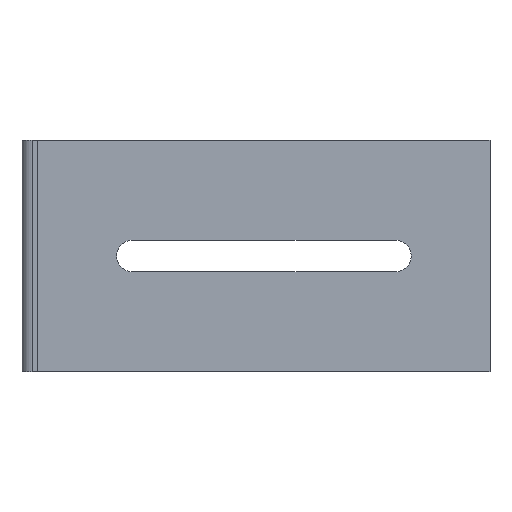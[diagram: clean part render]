
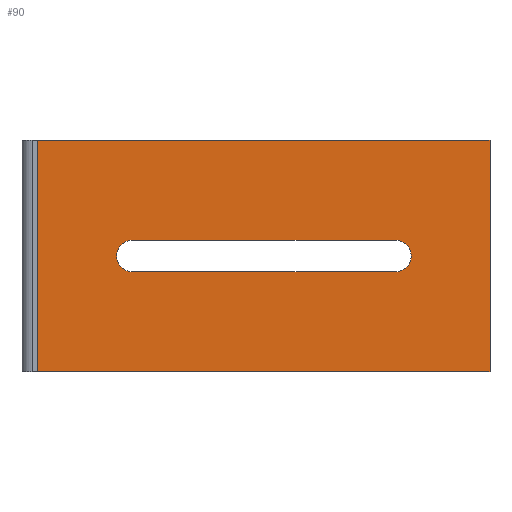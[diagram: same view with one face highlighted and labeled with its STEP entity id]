
A CAD part, front view. The second image highlights one B-rep face of the part: STEP entity #90.
In plain terms, the highlighted planar face has unit normal (0, -1, 0).
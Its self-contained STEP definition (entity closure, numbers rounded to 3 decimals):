
#22 = VERTEX_POINT('',#23);
#23 = CARTESIAN_POINT('',(0.,0.,-22.));
#40 = VERTEX_POINT('',#41);
#41 = CARTESIAN_POINT('',(0.,0.,22.));
#47 = EDGE_CURVE('',#22,#40,#48,.T.);
#48 = LINE('',#49,#50);
#49 = CARTESIAN_POINT('',(0.,0.,-22.));
#50 = VECTOR('',#51,1.);
#51 = DIRECTION('',(0.,0.,1.));
#90 = ADVANCED_FACE('',(#91,#116),#152,.F.);
#91 = FACE_BOUND('',#92,.F.);
#92 = EDGE_LOOP('',(#93,#101,#109,#115));
#93 = ORIENTED_EDGE('',*,*,#94,.T.);
#94 = EDGE_CURVE('',#40,#95,#97,.T.);
#95 = VERTEX_POINT('',#96);
#96 = CARTESIAN_POINT('',(86.,0.,22.));
#97 = LINE('',#98,#99);
#98 = CARTESIAN_POINT('',(0.,0.,22.));
#99 = VECTOR('',#100,1.);
#100 = DIRECTION('',(1.,0.,0.));
#101 = ORIENTED_EDGE('',*,*,#102,.T.);
#102 = EDGE_CURVE('',#95,#103,#105,.T.);
#103 = VERTEX_POINT('',#104);
#104 = CARTESIAN_POINT('',(86.,0.,-22.));
#105 = LINE('',#106,#107);
#106 = CARTESIAN_POINT('',(86.,0.,22.));
#107 = VECTOR('',#108,1.);
#108 = DIRECTION('',(0.,0.,-1.));
#109 = ORIENTED_EDGE('',*,*,#110,.T.);
#110 = EDGE_CURVE('',#103,#22,#111,.T.);
#111 = LINE('',#112,#113);
#112 = CARTESIAN_POINT('',(86.,0.,-22.));
#113 = VECTOR('',#114,1.);
#114 = DIRECTION('',(-1.,-0.,0.));
#115 = ORIENTED_EDGE('',*,*,#47,.T.);
#116 = FACE_BOUND('',#117,.F.);
#117 = EDGE_LOOP('',(#118,#129,#137,#146));
#118 = ORIENTED_EDGE('',*,*,#119,.T.);
#119 = EDGE_CURVE('',#120,#122,#124,.T.);
#120 = VERTEX_POINT('',#121);
#121 = CARTESIAN_POINT('',(18.,0.,3.));
#122 = VERTEX_POINT('',#123);
#123 = CARTESIAN_POINT('',(18.,0.,-3.));
#124 = CIRCLE('',#125,3.);
#125 = AXIS2_PLACEMENT_3D('',#126,#127,#128);
#126 = CARTESIAN_POINT('',(18.,0.,0.));
#127 = DIRECTION('',(0.,-1.,0.));
#128 = DIRECTION('',(1.,0.,0.));
#129 = ORIENTED_EDGE('',*,*,#130,.T.);
#130 = EDGE_CURVE('',#122,#131,#133,.T.);
#131 = VERTEX_POINT('',#132);
#132 = CARTESIAN_POINT('',(68.,0.,-3.));
#133 = LINE('',#134,#135);
#134 = CARTESIAN_POINT('',(18.,0.,-3.));
#135 = VECTOR('',#136,1.);
#136 = DIRECTION('',(1.,0.,0.));
#137 = ORIENTED_EDGE('',*,*,#138,.T.);
#138 = EDGE_CURVE('',#131,#139,#141,.T.);
#139 = VERTEX_POINT('',#140);
#140 = CARTESIAN_POINT('',(68.,0.,3.));
#141 = CIRCLE('',#142,3.);
#142 = AXIS2_PLACEMENT_3D('',#143,#144,#145);
#143 = CARTESIAN_POINT('',(68.,0.,0.));
#144 = DIRECTION('',(0.,-1.,0.));
#145 = DIRECTION('',(1.,0.,0.));
#146 = ORIENTED_EDGE('',*,*,#147,.T.);
#147 = EDGE_CURVE('',#139,#120,#148,.T.);
#148 = LINE('',#149,#150);
#149 = CARTESIAN_POINT('',(68.,0.,3.));
#150 = VECTOR('',#151,1.);
#151 = DIRECTION('',(-1.,-0.,0.));
#152 = PLANE('',#153);
#153 = AXIS2_PLACEMENT_3D('',#154,#155,#156);
#154 = CARTESIAN_POINT('',(43.,0.,0.));
#155 = DIRECTION('',(0.,1.,0.));
#156 = DIRECTION('',(0.,0.,1.));
